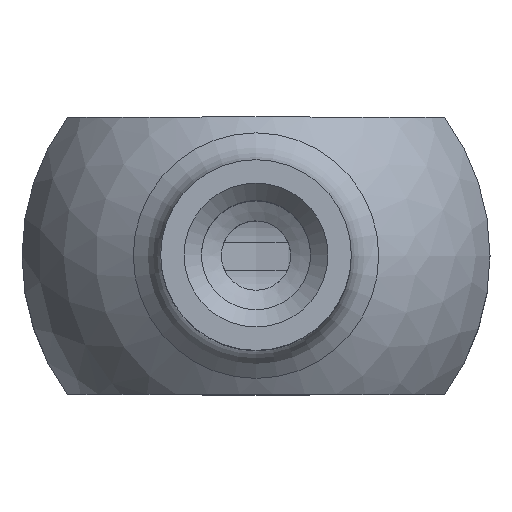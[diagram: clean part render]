
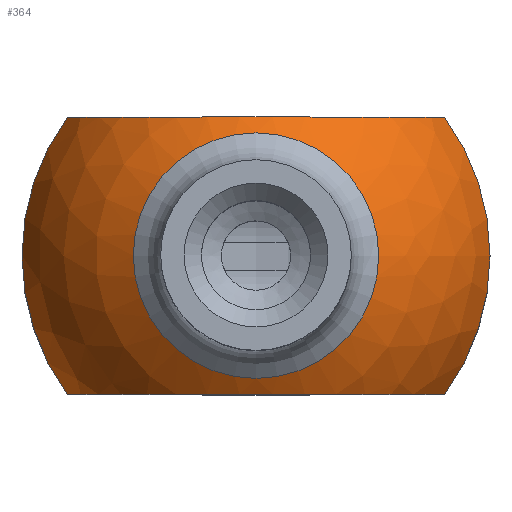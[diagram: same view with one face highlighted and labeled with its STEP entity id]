
A CAD part, top view. The second image highlights one B-rep face of the part: STEP entity #364.
In plain terms, the highlighted spherical face has radius 7 mm.
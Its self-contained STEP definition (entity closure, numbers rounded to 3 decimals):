
#306=CARTESIAN_POINT('',(-14.957,10.807,6.038));
#307=VERTEX_POINT('',#306);
#308=CARTESIAN_POINT('',(-18.498,10.807,6.038));
#309=DIRECTION('',(0.0,0.0,1.0));
#310=DIRECTION('',(-1.0,0.0,0.0));
#311=AXIS2_PLACEMENT_3D('',#308,#309,#310);
#312=CIRCLE('',#311,3.541);
#313=EDGE_CURVE('',#307,#307,#312,.T.);
#318=CARTESIAN_POINT('',(-18.498,10.807,0.0));
#319=DIRECTION('',(0.0,0.0,1.0));
#320=DIRECTION('',(1.0,0.0,0.0));
#321=AXIS2_PLACEMENT_3D('',#318,#319,#320);
#322=SPHERICAL_SURFACE('',#321,7.);
#323=CARTESIAN_POINT('',(-13.061,14.807,1.854));
#324=VERTEX_POINT('',#323);
#325=CARTESIAN_POINT('',(-23.935,14.807,1.854));
#326=VERTEX_POINT('',#325);
#327=CARTESIAN_POINT('',(-18.498,14.807,0.0));
#328=DIRECTION('',(0.0,-1.0,0.0));
#329=DIRECTION('',(0.0,0.0,1.0));
#330=AXIS2_PLACEMENT_3D('',#327,#328,#329);
#331=CIRCLE('',#330,5.745);
#332=EDGE_CURVE('',#324,#326,#331,.T.);
#333=ORIENTED_EDGE('',*,*,#332,.T.);
#334=CARTESIAN_POINT('',(-23.935,6.807,1.854));
#335=VERTEX_POINT('',#334);
#336=CARTESIAN_POINT('',(-18.498,10.807,1.854));
#337=DIRECTION('',(0.0,0.0,-1.0));
#338=DIRECTION('',(-1.0,0.0,0.0));
#339=AXIS2_PLACEMENT_3D('',#336,#337,#338);
#340=CIRCLE('',#339,6.75);
#341=EDGE_CURVE('',#335,#326,#340,.T.);
#342=ORIENTED_EDGE('',*,*,#341,.F.);
#343=CARTESIAN_POINT('',(-13.061,6.807,1.854));
#344=VERTEX_POINT('',#343);
#345=CARTESIAN_POINT('',(-18.498,6.807,0.0));
#346=DIRECTION('',(0.0,1.0,0.0));
#347=DIRECTION('',(0.0,0.0,-1.0));
#348=AXIS2_PLACEMENT_3D('',#345,#346,#347);
#349=CIRCLE('',#348,5.745);
#350=EDGE_CURVE('',#335,#344,#349,.T.);
#351=ORIENTED_EDGE('',*,*,#350,.T.);
#352=CARTESIAN_POINT('',(-18.498,10.807,1.854));
#353=DIRECTION('',(0.0,0.0,-1.0));
#354=DIRECTION('',(-1.0,0.0,0.0));
#355=AXIS2_PLACEMENT_3D('',#352,#353,#354);
#356=CIRCLE('',#355,6.75);
#357=EDGE_CURVE('',#324,#344,#356,.T.);
#358=ORIENTED_EDGE('',*,*,#357,.F.);
#359=EDGE_LOOP('',(#333,#342,#351,#358));
#360=FACE_OUTER_BOUND('',#359,.T.);
#361=ORIENTED_EDGE('',*,*,#313,.F.);
#362=EDGE_LOOP('',(#361));
#363=FACE_BOUND('',#362,.T.);
#364=ADVANCED_FACE('',(#360,#363),#322,.T.);
